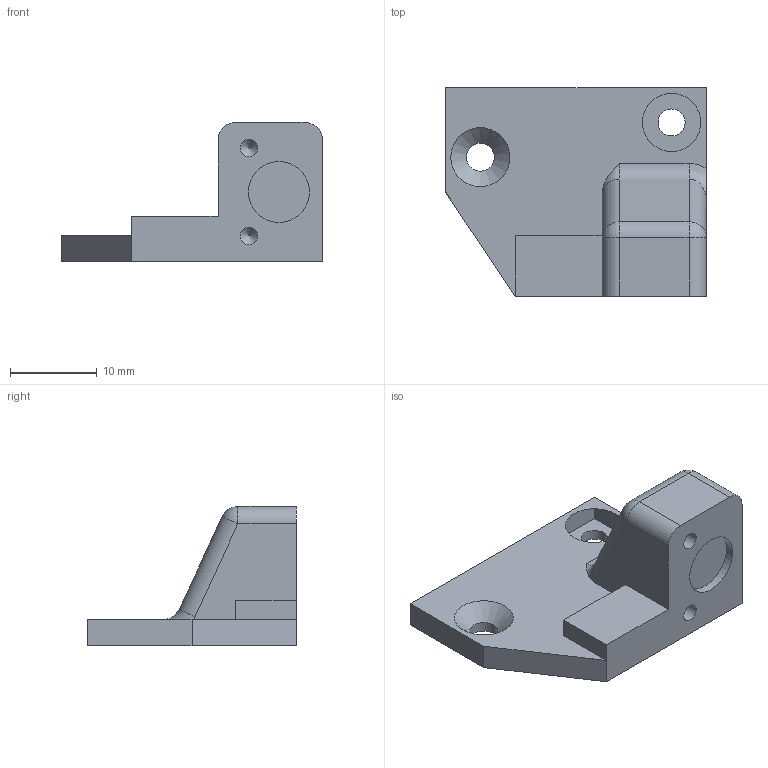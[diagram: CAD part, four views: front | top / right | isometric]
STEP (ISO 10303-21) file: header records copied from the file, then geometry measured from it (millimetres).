
FILE_DESCRIPTION(/* description */ (''),/* implementation_level */ '2;1');
FILE_NAME(/* name */ 'Mod Euclid Probe.stp',/* time_stamp */ '2025-07-16T23:36:50+02:00',/* author */ ('lucag'),/* organization */ (''),/* preprocessor_version */ 'ST-DEVELOPER v19',/* originating_system */ 'Autodesk Inventor 2023',/* authorisation */ '');
FILE_SCHEMA (('AUTOMOTIVE_DESIGN { 1 0 10303 214 3 1 1 }'));
Length unit declared in the file: millimetre
Products named in the file (1): Euclid Probe 3
Bounding box: 30 x 24 x 16 mm (x, y, z)
Volume: 3675.1 mm3; surface area: 2317.5 mm2
Topology: 1 solids, 1 shells, 33 faces, 77 edges, 47 vertices
Faces by surface type: plane 14, cylinder 11, cone 4, sphere 2, torus 1, bspline 1
Full cylindrical faces by diameter (mm): 2 x2, 3.1 x1, 3.2 x1, 7 x1
Entity records: 1037 total; most frequent: CARTESIAN_POINT 226, DIRECTION 165, ORIENTED_EDGE 150, EDGE_CURVE 75, AXIS2_PLACEMENT_3D 59, LINE 47, VECTOR 47, VERTEX_POINT 47
